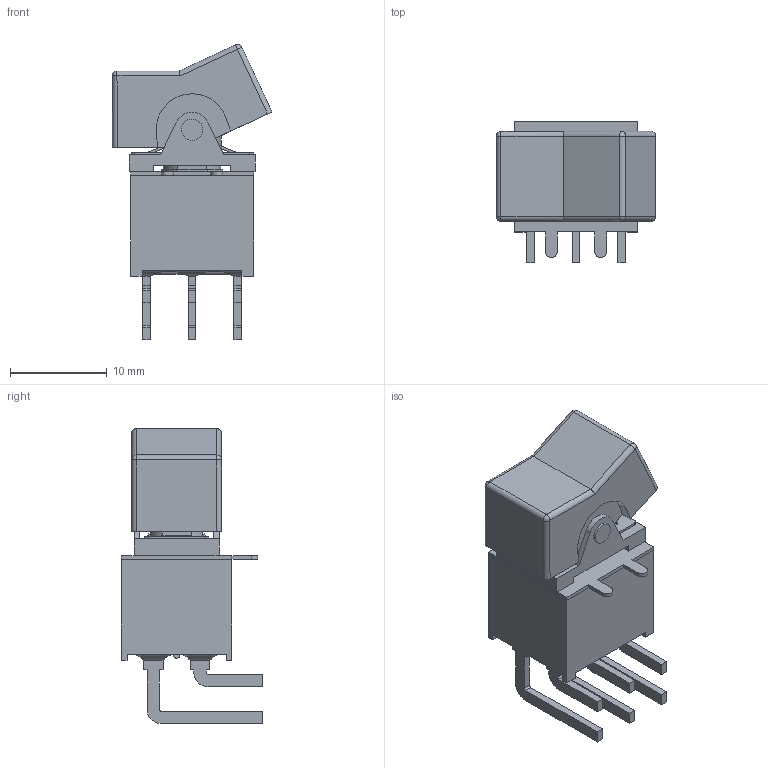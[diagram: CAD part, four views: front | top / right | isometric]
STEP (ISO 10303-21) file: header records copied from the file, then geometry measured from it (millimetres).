
FILE_DESCRIPTION(/* description */ (''),/* implementation_level */ '2;1');
FILE_NAME(/* name */ '300AWDPxJ1xxxM6xE.stp',/* time_stamp */ '2025-05-13T09:59:56-05:00',/* author */ ('mroman'),/* organization */ (''),/* preprocessor_version */ 'ST-DEVELOPER v18.1',/* originating_system */ 'Autodesk Inventor 2022',/* authorisation */ '');
FILE_SCHEMA (('AUTOMOTIVE_DESIGN { 1 0 10303 214 3 1 1 }'));
Length unit declared in the file: inch
Products named in the file (1): 300AWDPxJ1xxxM6xE
Bounding box: 16.48 x 14.61 x 30.46 mm (x, y, z)
Volume: 2366.7 mm3; surface area: 2483.1 mm2
Topology: 1 solids, 1 shells, 280 faces, 756 edges, 474 vertices
Faces by surface type: plane 183, cylinder 79, bspline 12, sphere 4, torus 2
Full cylindrical faces by diameter (mm): 2.2 x4
Entity records: 8951 total; most frequent: CARTESIAN_POINT 1913, ORIENTED_EDGE 1488, DIRECTION 1410, EDGE_CURVE 744, LINE 556, VECTOR 556, VERTEX_POINT 474, AXIS2_PLACEMENT_3D 427
